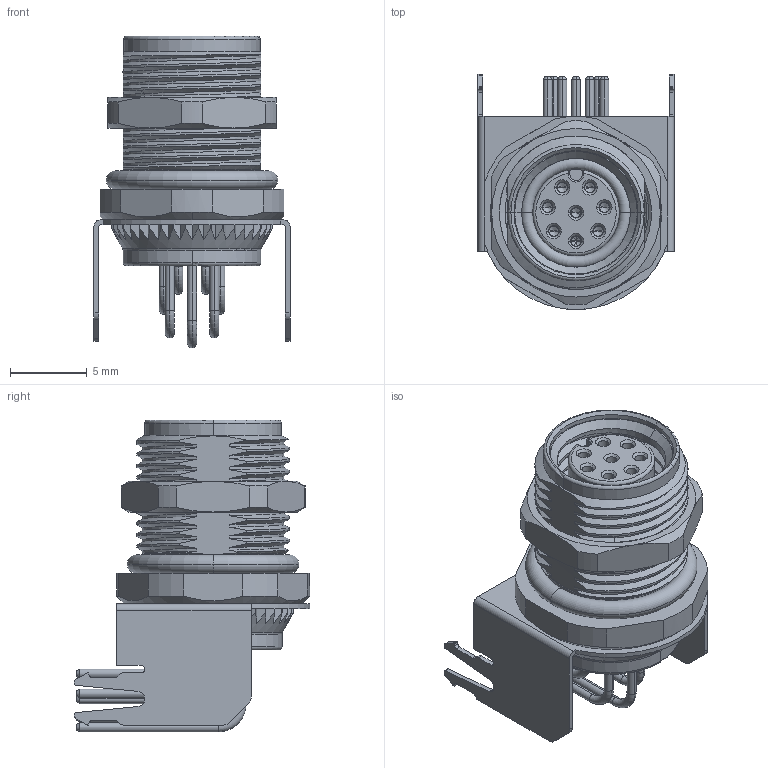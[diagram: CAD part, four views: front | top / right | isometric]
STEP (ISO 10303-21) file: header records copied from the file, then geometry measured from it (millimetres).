
FILE_DESCRIPTION((''),'2;1');
FILE_NAME('FM8ST0504-A08S104D00','2026-02-03T',('gongchengVI'),(''),'PRO/ENGINEER BY PARAMETRIC TECHNOLOGY CORPORATION, 2010280','PRO/ENGINEER BY PARAMETRIC TECHNOLOGY CORPORATION, 2010280','');
FILE_SCHEMA(('CONFIG_CONTROL_DESIGN'));
Length unit declared in the file: millimetre
Products named in the file (1): FM8ST0504-A08S104D00
Bounding box: 12.8 x 15.35 x 20.35 mm (x, y, z)
Volume: 223.6 mm3; surface area: 3525.4 mm2
Topology: 1 solids, 17 shells, 1114 faces, 3041 edges, 1992 vertices
Faces by surface type: plane 443, cylinder 408, cone 142, bspline 58, torus 56, extrusion 7
Entity records: 41969 total; most frequent: CARTESIAN_POINT 13651, ORIENTED_EDGE 6038, DIRECTION 5922, EDGE_CURVE 3021, AXIS2_PLACEMENT_3D 2284, VERTEX_POINT 1992, VECTOR 1354, LINE 1347
